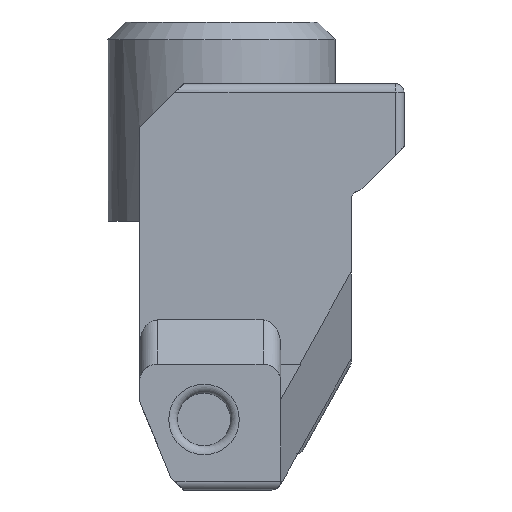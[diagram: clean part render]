
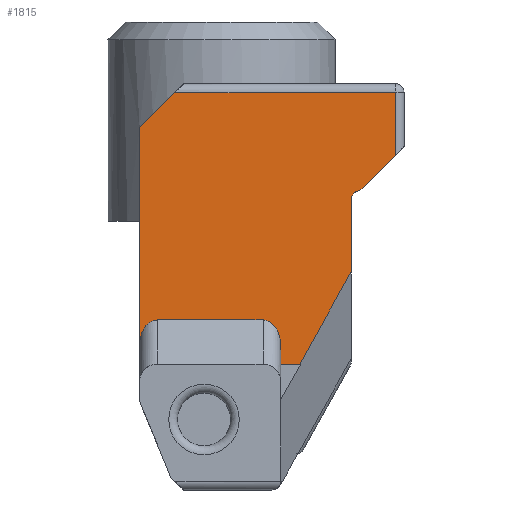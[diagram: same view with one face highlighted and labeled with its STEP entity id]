
A CAD part, front view. The second image highlights one B-rep face of the part: STEP entity #1815.
In plain terms, the highlighted planar face has unit normal (0, -1, 0).
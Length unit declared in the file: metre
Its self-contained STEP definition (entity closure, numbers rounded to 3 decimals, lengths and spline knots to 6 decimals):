
#39=ELLIPSE('',#1966,0.001414,0.001);
#40=ELLIPSE('',#1967,0.001414,0.001);
#148=LINE('',#2784,#316);
#164=LINE('',#2844,#332);
#179=LINE('',#2888,#347);
#213=LINE('',#2976,#381);
#214=LINE('',#2979,#382);
#215=LINE('',#2981,#383);
#216=LINE('',#2984,#384);
#217=LINE('',#2987,#385);
#218=LINE('',#2988,#386);
#219=LINE('',#2992,#387);
#316=VECTOR('',#2170,1.);
#332=VECTOR('',#2208,1.);
#347=VECTOR('',#2243,1.);
#381=VECTOR('',#2313,1.);
#382=VECTOR('',#2314,1.);
#383=VECTOR('',#2315,1.);
#384=VECTOR('',#2318,1.);
#385=VECTOR('',#2321,1.);
#386=VECTOR('',#2322,1.);
#387=VECTOR('',#2325,1.);
#593=ORIENTED_EDGE('',*,*,#1122,.T.);
#594=ORIENTED_EDGE('',*,*,#1123,.T.);
#595=ORIENTED_EDGE('',*,*,#1124,.T.);
#596=ORIENTED_EDGE('',*,*,#1077,.T.);
#597=ORIENTED_EDGE('',*,*,#1125,.T.);
#598=ORIENTED_EDGE('',*,*,#1126,.T.);
#599=ORIENTED_EDGE('',*,*,#1127,.T.);
#600=ORIENTED_EDGE('',*,*,#1030,.T.);
#601=ORIENTED_EDGE('',*,*,#1128,.T.);
#602=ORIENTED_EDGE('',*,*,#1055,.T.);
#603=ORIENTED_EDGE('',*,*,#1129,.F.);
#604=ORIENTED_EDGE('',*,*,#1130,.T.);
#605=ORIENTED_EDGE('',*,*,#1131,.T.);
#1030=EDGE_CURVE('',#1302,#1301,#148,.T.);
#1055=EDGE_CURVE('',#1325,#1324,#164,.T.);
#1077=EDGE_CURVE('',#1344,#1343,#179,.T.);
#1122=EDGE_CURVE('',#1380,#1381,#213,.F.);
#1123=EDGE_CURVE('',#1381,#1382,#214,.F.);
#1124=EDGE_CURVE('',#1382,#1344,#215,.T.);
#1125=EDGE_CURVE('',#1343,#1383,#39,.F.);
#1126=EDGE_CURVE('',#1383,#1384,#216,.T.);
#1127=EDGE_CURVE('',#1384,#1302,#40,.F.);
#1128=EDGE_CURVE('',#1301,#1325,#217,.T.);
#1129=EDGE_CURVE('',#1385,#1324,#218,.T.);
#1130=EDGE_CURVE('',#1385,#1386,#1460,.F.);
#1131=EDGE_CURVE('',#1386,#1380,#219,.T.);
#1301=VERTEX_POINT('',#2783);
#1302=VERTEX_POINT('',#2785);
#1324=VERTEX_POINT('',#2843);
#1325=VERTEX_POINT('',#2845);
#1343=VERTEX_POINT('',#2887);
#1344=VERTEX_POINT('',#2889);
#1380=VERTEX_POINT('',#2977);
#1381=VERTEX_POINT('',#2978);
#1382=VERTEX_POINT('',#2980);
#1383=VERTEX_POINT('',#2983);
#1384=VERTEX_POINT('',#2985);
#1385=VERTEX_POINT('',#2989);
#1386=VERTEX_POINT('',#2991);
#1460=CIRCLE('',#1968,0.0005);
#1523=EDGE_LOOP('',(#593,#594,#595,#596,#597,#598,#599,#600,#601,#602,#603,
#604,#605));
#1647=FACE_BOUND('',#1523,.T.);
#1764=PLANE('',#1965);
#1815=ADVANCED_FACE('',(#1647),#1764,.T.);
#1965=AXIS2_PLACEMENT_3D('',#2975,#2311,#2312);
#1966=AXIS2_PLACEMENT_3D('',#2982,#2316,#2317);
#1967=AXIS2_PLACEMENT_3D('',#2986,#2319,#2320);
#1968=AXIS2_PLACEMENT_3D('',#2990,#2323,#2324);
#2170=DIRECTION('',(0.,0.,-1.));
#2208=DIRECTION('',(0.488,0.,0.873));
#2243=DIRECTION('',(0.,0.,-1.));
#2311=DIRECTION('',(0.,-1.,0.));
#2312=DIRECTION('',(0.,0.,-1.));
#2313=DIRECTION('',(0.,0.,-1.));
#2314=DIRECTION('',(1.,0.,0.));
#2315=DIRECTION('',(-0.707,0.,-0.707));
#2316=DIRECTION('',(0.,-1.,0.));
#2317=DIRECTION('',(0.,0.,-1.));
#2318=DIRECTION('',(1.,0.,0.));
#2319=DIRECTION('',(0.,-1.,0.));
#2320=DIRECTION('',(0.,0.,-1.));
#2321=DIRECTION('',(1.,0.,0.));
#2322=DIRECTION('',(0.,0.,-1.));
#2323=DIRECTION('',(0.,-1.,0.));
#2324=DIRECTION('',(0.,0.,-1.));
#2325=DIRECTION('',(0.707,0.,0.707));
#2783=CARTESIAN_POINT('',(-0.008,0.035088,0.003148));
#2784=CARTESIAN_POINT('',(-0.008,0.035088,-0.000426));
#2785=CARTESIAN_POINT('',(-0.008,0.035088,0.004233));
#2843=CARTESIAN_POINT('',(-0.004,0.035088,0.008369));
#2844=CARTESIAN_POINT('',(-0.005698,0.035088,0.005335));
#2845=CARTESIAN_POINT('',(-0.006922,0.035088,0.003148));
#2887=CARTESIAN_POINT('',(-0.016,0.035088,0.004233));
#2888=CARTESIAN_POINT('',(-0.016,0.035088,0.0111));
#2889=CARTESIAN_POINT('',(-0.016,0.035088,0.016552));
#2975=CARTESIAN_POINT('',(-0.016,0.035088,0.0111));
#2976=CARTESIAN_POINT('',(-0.0015,0.035088,0.0111));
#2977=CARTESIAN_POINT('',(-0.0015,0.035088,0.014974));
#2978=CARTESIAN_POINT('',(-0.0015,0.035088,0.018552));
#2979=CARTESIAN_POINT('',(-0.016,0.035088,0.018552));
#2980=CARTESIAN_POINT('',(-0.014,0.035088,0.018552));
#2981=CARTESIAN_POINT('',(-0.018726,0.035088,0.013826));
#2982=CARTESIAN_POINT('',(-0.015,0.035088,0.004233));
#2983=CARTESIAN_POINT('',(-0.015,0.035088,0.005648));
#2984=CARTESIAN_POINT('',(-0.008,0.035088,0.005648));
#2985=CARTESIAN_POINT('',(-0.009,0.035088,0.005648));
#2986=CARTESIAN_POINT('',(-0.009,0.035088,0.004233));
#2987=CARTESIAN_POINT('',(-0.016,0.035088,0.003148));
#2988=CARTESIAN_POINT('',(-0.004,0.035088,0.0111));
#2989=CARTESIAN_POINT('',(-0.004,0.035088,0.012474));
#2990=CARTESIAN_POINT('',(-0.0035,0.035088,0.012474));
#2991=CARTESIAN_POINT('',(-0.0035,0.035088,0.012974));
#2992=CARTESIAN_POINT('',(-0.010687,0.035088,0.005787));
